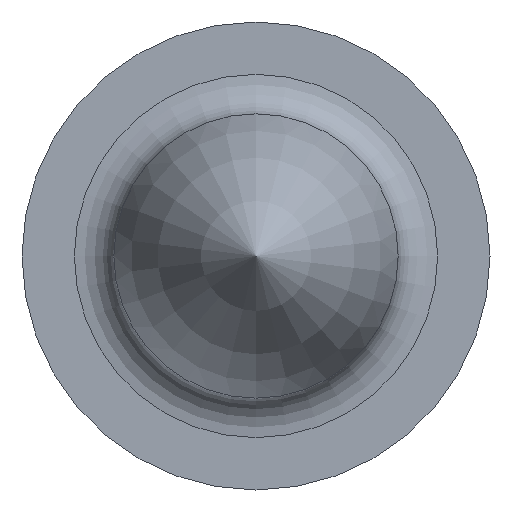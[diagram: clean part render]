
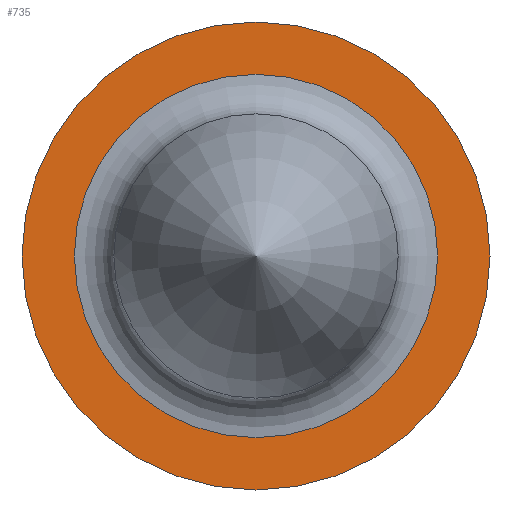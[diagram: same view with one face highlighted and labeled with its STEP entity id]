
A CAD part, front view. The second image highlights one B-rep face of the part: STEP entity #735.
In plain terms, the highlighted planar face has unit normal (0, -1, 0).
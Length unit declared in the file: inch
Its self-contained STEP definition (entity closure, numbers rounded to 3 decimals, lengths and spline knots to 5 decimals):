
#75 = DIRECTION ( 'NONE',  ( 0., -1., 0. ) ) ;
#82 = FACE_OUTER_BOUND ( 'NONE', #172, .T. ) ;
#90 = AXIS2_PLACEMENT_3D ( 'NONE', #188, #306, #738 ) ;
#96 = CARTESIAN_POINT ( 'NONE',  ( -0.00001, 0.00001, 0. ) ) ;
#154 = CIRCLE ( 'NONE', #388, 0.01185 ) ;
#169 = VERTEX_POINT ( 'NONE', #522 ) ;
#172 = EDGE_LOOP ( 'NONE', ( #701 ) ) ;
#188 = CARTESIAN_POINT ( 'NONE',  ( 0.00919, 0.00001, 0. ) ) ;
#216 = AXIS2_PLACEMENT_3D ( 'NONE', #695, #75, #620 ) ;
#293 = EDGE_LOOP ( 'NONE', ( #761 ) ) ;
#306 = DIRECTION ( 'NONE',  ( 0., -1., 0. ) ) ;
#352 = CIRCLE ( 'NONE', #216, 0.0092 ) ;
#388 = AXIS2_PLACEMENT_3D ( 'NONE', #96, #406, #527 ) ;
#406 = DIRECTION ( 'NONE',  ( 0., -1., 0. ) ) ;
#440 = PLANE ( 'NONE',  #90 ) ;
#522 = CARTESIAN_POINT ( 'NONE',  ( -0.00001, 0.00001, -0.0092 ) ) ;
#525 = EDGE_CURVE ( 'NONE', #575, #575, #154, .T. ) ;
#527 = DIRECTION ( 'NONE',  ( 1., 0., 0. ) ) ;
#575 = VERTEX_POINT ( 'NONE', #645 ) ;
#620 = DIRECTION ( 'NONE',  ( 0., 0., -1. ) ) ;
#645 = CARTESIAN_POINT ( 'NONE',  ( 0.01184, 0.00001, 0. ) ) ;
#695 = CARTESIAN_POINT ( 'NONE',  ( -0.00001, 0.00001, 0. ) ) ;
#701 = ORIENTED_EDGE ( 'NONE', *, *, #525, .T. ) ;
#709 = FACE_BOUND ( 'NONE', #293, .T. ) ;
#735 = ADVANCED_FACE ( 'NONE', ( #709, #82 ), #440, .T. ) ;
#738 = DIRECTION ( 'NONE',  ( 0., 0., -1. ) ) ;
#761 = ORIENTED_EDGE ( 'NONE', *, *, #804, .F. ) ;
#804 = EDGE_CURVE ( 'NONE', #169, #169, #352, .T. ) ;
